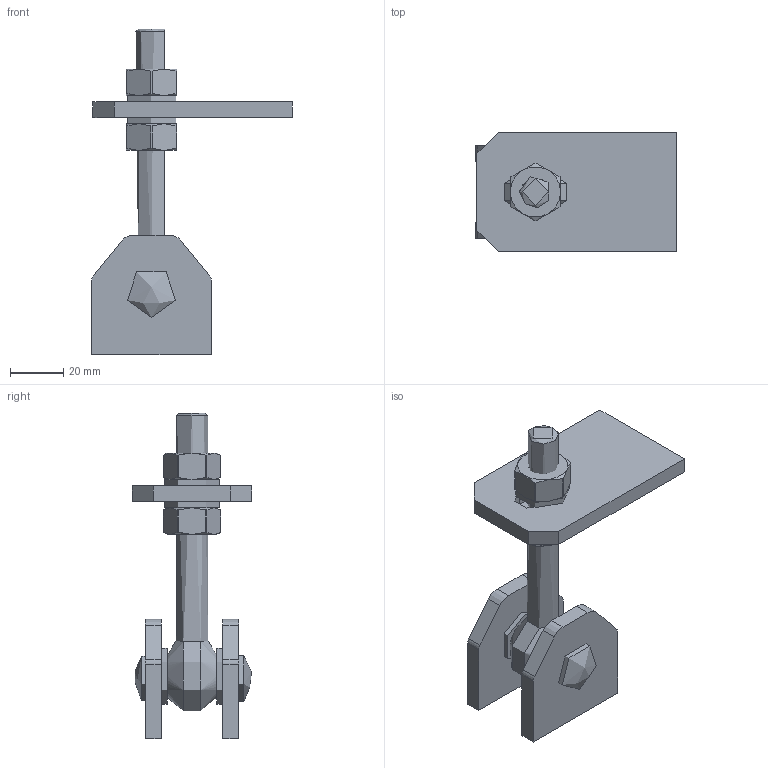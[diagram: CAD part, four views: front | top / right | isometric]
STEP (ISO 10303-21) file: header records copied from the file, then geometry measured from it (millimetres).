
FILE_DESCRIPTION (( 'STEP AP203' ), '1' );
FILE_NAME ('121-M12-C.step', '2021-07-29T11:59:28', ( '' ), ( '' ), 'SwSTEP 2.0', 'SolidWorks 2018', '' );
FILE_SCHEMA (( 'CONFIG_CONTROL_DESIGN' ));
Length unit declared in the file: millimetre
Products named in the file (22): 121-MXX-C Teil7; DIN 934 M4-M20; 121-MXX-C Teil5_121-M12-C Teil5; 121-MXX-C Teil1; 121-MXX-C Teil3; 121-MXX-C Teil2_121-M12-C Teil2; 121-M12-C; 121-MXX-C Teil6_121-M12-C Teil6; 121-MXX-C Teil5; 121-MXX-C Teil7_121-M12-C Teil7; 121-MXX-C Teil6; 121-MXX-C Teil1_121-M12-C Teil1; DIN 934 M4-M20_DIN 934 M12; 121-MXX-C Teil2; 121-MXX-C Teil4_121-M12-C Teil4; 121-MXX-C Teil4; 121-MXX-C Teil3_121-M12-C Teil3
Assembly tree (14 placements, depth 2):
  121-MXX-C Teil7
  121-MXX-C Teil1
  121-MXX-C Teil3
  121-M12-C
    DIN 934 M4-M20
    DIN 934 M4-M20
  121-MXX-C Teil5
Bounding box: 75.5 x 45 x 122.5 mm (x, y, z)
Volume: 67964.7 mm3; surface area: 31706.9 mm2
Topology: 12 solids, 12 shells, 400 faces, 1025 edges, 678 vertices
Faces by surface type: plane 212, bspline 89, cylinder 61, cone 34, sphere 2, torus 2
Full cylindrical faces by diameter (mm): 5 x1, 6 x1, 10.2 x2, 11.75 x1, 12 x1, 12.1 x2, 12.2 x3, 18.5 x1, 19 x1, 21 x4
Entity records: 16749 total; most frequent: CARTESIAN_POINT 6911, ORIENTED_EDGE 1732, DIRECTION 1344, EDGE_CURVE 866, VERTEX_POINT 584, AXIS2_PLACEMENT_3D 456, VECTOR 432, LINE 432
